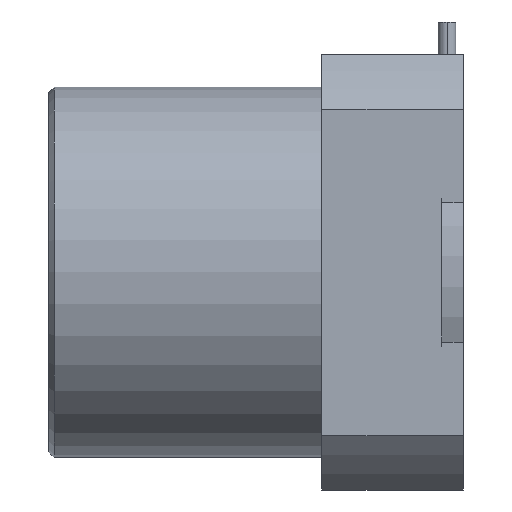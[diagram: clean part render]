
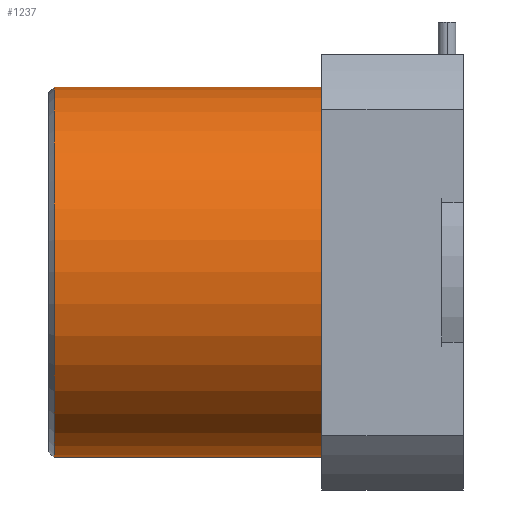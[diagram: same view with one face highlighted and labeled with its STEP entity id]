
A CAD part, left-side view. The second image highlights one B-rep face of the part: STEP entity #1237.
In plain terms, the highlighted cylindrical face has radius 1.7 mm (diameter 3.4 mm), a partial arc.
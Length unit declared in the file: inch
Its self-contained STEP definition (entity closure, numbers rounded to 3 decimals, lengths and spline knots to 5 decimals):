
#31 = ORIENTED_EDGE ( 'NONE', *, *, #664, .T. ) ;
#99 = DIRECTION ( 'NONE',  ( 0., -1., 0. ) ) ;
#100 = VERTEX_POINT ( 'NONE', #690 ) ;
#151 = DIRECTION ( 'NONE',  ( 0., -1., 0. ) ) ;
#167 = EDGE_CURVE ( 'NONE', #361, #1307, #1452, .T. ) ;
#272 = CIRCLE ( 'NONE', #1439, 0.06693 ) ;
#361 = VERTEX_POINT ( 'NONE', #988 ) ;
#406 = DIRECTION ( 'NONE',  ( 0., 0., -1. ) ) ;
#417 = EDGE_CURVE ( 'NONE', #1813, #1307, #272, .T. ) ;
#477 = DIRECTION ( 'NONE',  ( 0., 0., -1. ) ) ;
#490 = CARTESIAN_POINT ( 'NONE',  ( -0.00005, 0.05118, -0.06693 ) ) ;
#575 = CARTESIAN_POINT ( 'NONE',  ( -0.00005, 0.05118, 0.06693 ) ) ;
#664 = EDGE_CURVE ( 'NONE', #361, #100, #896, .T. ) ;
#673 = CARTESIAN_POINT ( 'NONE',  ( -0.00005, 0., -0.06693 ) ) ;
#681 = ORIENTED_EDGE ( 'NONE', *, *, #417, .T. ) ;
#690 = CARTESIAN_POINT ( 'NONE',  ( -0.00005, 0.14803, -0.06693 ) ) ;
#856 = AXIS2_PLACEMENT_3D ( 'NONE', #984, #2248, #406 ) ;
#896 = CIRCLE ( 'NONE', #856, 0.06693 ) ;
#958 = ORIENTED_EDGE ( 'NONE', *, *, #167, .F. ) ;
#984 = CARTESIAN_POINT ( 'NONE',  ( -0.00005, 0.14803, 0. ) ) ;
#988 = CARTESIAN_POINT ( 'NONE',  ( -0.00005, 0.14803, 0.06693 ) ) ;
#1008 = CYLINDRICAL_SURFACE ( 'NONE', #2313, 0.06693 ) ;
#1038 = DIRECTION ( 'NONE',  ( 0., 1., 0. ) ) ;
#1193 = FACE_OUTER_BOUND ( 'NONE', #1517, .T. ) ;
#1222 = LINE ( 'NONE', #673, #1862 ) ;
#1237 = ADVANCED_FACE ( 'NONE', ( #1193 ), #1008, .T. ) ;
#1307 = VERTEX_POINT ( 'NONE', #575 ) ;
#1439 = AXIS2_PLACEMENT_3D ( 'NONE', #2334, #1038, #477 ) ;
#1452 = LINE ( 'NONE', #1852, #1598 ) ;
#1517 = EDGE_LOOP ( 'NONE', ( #958, #31, #2246, #681 ) ) ;
#1568 = CARTESIAN_POINT ( 'NONE',  ( -0.00005, 0., 0. ) ) ;
#1598 = VECTOR ( 'NONE', #2381, 39.37008 ) ;
#1627 = DIRECTION ( 'NONE',  ( 0., 0., -1. ) ) ;
#1680 = EDGE_CURVE ( 'NONE', #100, #1813, #1222, .T. ) ;
#1813 = VERTEX_POINT ( 'NONE', #490 ) ;
#1852 = CARTESIAN_POINT ( 'NONE',  ( -0.00005, 0., 0.06693 ) ) ;
#1862 = VECTOR ( 'NONE', #99, 39.37008 ) ;
#2246 = ORIENTED_EDGE ( 'NONE', *, *, #1680, .T. ) ;
#2248 = DIRECTION ( 'NONE',  ( 0., -1., 0. ) ) ;
#2313 = AXIS2_PLACEMENT_3D ( 'NONE', #1568, #151, #1627 ) ;
#2334 = CARTESIAN_POINT ( 'NONE',  ( -0.00005, 0.05118, 0. ) ) ;
#2381 = DIRECTION ( 'NONE',  ( 0., -1., 0. ) ) ;
